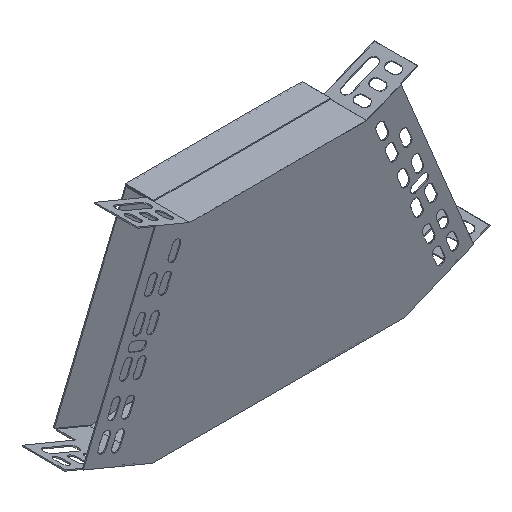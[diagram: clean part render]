
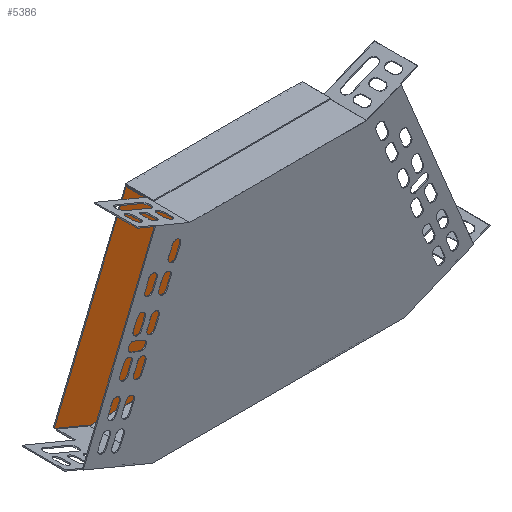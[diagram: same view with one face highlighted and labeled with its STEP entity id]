
A CAD part, isometric view. The second image highlights one B-rep face of the part: STEP entity #5386.
In plain terms, the highlighted planar face has unit normal (0, -1, 0).
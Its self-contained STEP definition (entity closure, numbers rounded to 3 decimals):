
#189 = CARTESIAN_POINT ( 'NONE',  ( 127.045, 189.156, -214.659 ) ) ;
#298 = AXIS2_PLACEMENT_3D ( 'NONE', #3662, #5325, #1979 ) ;
#362 = VERTEX_POINT ( 'NONE', #189 ) ;
#396 = VECTOR ( 'NONE', #1962, 1000. ) ;
#405 = CARTESIAN_POINT ( 'NONE',  ( -44.214, 189.156, -63.659 ) ) ;
#437 = EDGE_LOOP ( 'NONE', ( #6574, #3270, #2427, #4330, #4313, #1747, #4965, #5166, #595, #4860 ) ) ;
#438 = VECTOR ( 'NONE', #808, 1000. ) ;
#592 = CARTESIAN_POINT ( 'NONE',  ( -74.05, 189.156, -215.659 ) ) ;
#595 = ORIENTED_EDGE ( 'NONE', *, *, #1697, .T. ) ;
#808 = DIRECTION ( 'NONE',  ( 0., 0., 1. ) ) ;
#897 = VECTOR ( 'NONE', #5604, 1000. ) ;
#911 = CARTESIAN_POINT ( 'NONE',  ( 97.208, 189.156, -64.659 ) ) ;
#1031 = CARTESIAN_POINT ( 'NONE',  ( -44.214, 189.156, -64.659 ) ) ;
#1154 = VERTEX_POINT ( 'NONE', #4660 ) ;
#1200 = VECTOR ( 'NONE', #2003, 1000. ) ;
#1357 = CARTESIAN_POINT ( 'NONE',  ( -74.05, 189.156, -215.659 ) ) ;
#1419 = VECTOR ( 'NONE', #3819, 1000. ) ;
#1427 = PLANE ( 'NONE',  #298 ) ;
#1492 = CARTESIAN_POINT ( 'NONE',  ( 154.61, 189.156, -203.24 ) ) ;
#1572 = CARTESIAN_POINT ( 'NONE',  ( 127.045, 189.156, -215.659 ) ) ;
#1666 = EDGE_CURVE ( 'NONE', #3222, #362, #2411, .T. ) ;
#1676 = LINE ( 'NONE', #5312, #396 ) ;
#1697 = EDGE_CURVE ( 'NONE', #4133, #3222, #6495, .T. ) ;
#1713 = VECTOR ( 'NONE', #2515, 1000. ) ;
#1747 = ORIENTED_EDGE ( 'NONE', *, *, #2359, .F. ) ;
#1750 = EDGE_CURVE ( 'NONE', #4133, #1765, #6324, .T. ) ;
#1765 = VERTEX_POINT ( 'NONE', #1910 ) ;
#1803 = EDGE_CURVE ( 'NONE', #1865, #2260, #4527, .T. ) ;
#1832 = EDGE_CURVE ( 'NONE', #1154, #1865, #4174, .T. ) ;
#1865 = VERTEX_POINT ( 'NONE', #405 ) ;
#1881 = EDGE_CURVE ( 'NONE', #1154, #5549, #4003, .T. ) ;
#1910 = CARTESIAN_POINT ( 'NONE',  ( -74.05, 189.156, -214.659 ) ) ;
#1962 = DIRECTION ( 'NONE',  ( -0.924, 0., 0.383 ) ) ;
#1979 = DIRECTION ( 'NONE',  ( 0., 0., -1. ) ) ;
#2003 = DIRECTION ( 'NONE',  ( -1., 0., 0. ) ) ;
#2240 = EDGE_CURVE ( 'NONE', #5549, #4419, #2642, .T. ) ;
#2260 = VERTEX_POINT ( 'NONE', #5364 ) ;
#2359 = EDGE_CURVE ( 'NONE', #6184, #2260, #7147, .T. ) ;
#2411 = LINE ( 'NONE', #5374, #6670 ) ;
#2427 = ORIENTED_EDGE ( 'NONE', *, *, #1881, .F. ) ;
#2515 = DIRECTION ( 'NONE',  ( 0., 0., -1. ) ) ;
#2522 = EDGE_CURVE ( 'NONE', #1765, #6184, #1676, .T. ) ;
#2543 = CARTESIAN_POINT ( 'NONE',  ( -44.214, 189.156, -63.659 ) ) ;
#2642 = LINE ( 'NONE', #911, #5259 ) ;
#2842 = EDGE_CURVE ( 'NONE', #4419, #362, #3876, .T. ) ;
#3222 = VERTEX_POINT ( 'NONE', #1572 ) ;
#3240 = CARTESIAN_POINT ( 'NONE',  ( 97.208, 189.156, -64.659 ) ) ;
#3270 = ORIENTED_EDGE ( 'NONE', *, *, #2240, .F. ) ;
#3662 = CARTESIAN_POINT ( 'NONE',  ( 154.61, 189.156, -203.24 ) ) ;
#3819 = DIRECTION ( 'NONE',  ( 0.383, 0., 0.924 ) ) ;
#3876 = LINE ( 'NONE', #6656, #897 ) ;
#3881 = FACE_OUTER_BOUND ( 'NONE', #437, .T. ) ;
#4003 = LINE ( 'NONE', #6503, #5293 ) ;
#4133 = VERTEX_POINT ( 'NONE', #592 ) ;
#4174 = LINE ( 'NONE', #5356, #1200 ) ;
#4313 = ORIENTED_EDGE ( 'NONE', *, *, #1803, .T. ) ;
#4323 = CARTESIAN_POINT ( 'NONE',  ( 127.045, 189.156, -215.659 ) ) ;
#4330 = ORIENTED_EDGE ( 'NONE', *, *, #1832, .T. ) ;
#4419 = VERTEX_POINT ( 'NONE', #1492 ) ;
#4473 = CARTESIAN_POINT ( 'NONE',  ( -101.616, 189.156, -203.24 ) ) ;
#4527 = LINE ( 'NONE', #2543, #1713 ) ;
#4660 = CARTESIAN_POINT ( 'NONE',  ( 97.208, 189.156, -63.659 ) ) ;
#4860 = ORIENTED_EDGE ( 'NONE', *, *, #1666, .T. ) ;
#4965 = ORIENTED_EDGE ( 'NONE', *, *, #2522, .F. ) ;
#5055 = VECTOR ( 'NONE', #5984, 1000. ) ;
#5166 = ORIENTED_EDGE ( 'NONE', *, *, #1750, .F. ) ;
#5259 = VECTOR ( 'NONE', #5918, 1000. ) ;
#5293 = VECTOR ( 'NONE', #6475, 1000. ) ;
#5312 = CARTESIAN_POINT ( 'NONE',  ( -101.616, 189.156, -203.24 ) ) ;
#5325 = DIRECTION ( 'NONE',  ( 0., -1., 0. ) ) ;
#5356 = CARTESIAN_POINT ( 'NONE',  ( -44.214, 189.156, -63.659 ) ) ;
#5364 = CARTESIAN_POINT ( 'NONE',  ( -44.214, 189.156, -64.659 ) ) ;
#5374 = CARTESIAN_POINT ( 'NONE',  ( 127.045, 189.156, -215.659 ) ) ;
#5386 = ADVANCED_FACE ( 'NONE', ( #3881 ), #1427, .T. ) ;
#5549 = VERTEX_POINT ( 'NONE', #3240 ) ;
#5604 = DIRECTION ( 'NONE',  ( -0.924, 0., -0.383 ) ) ;
#5918 = DIRECTION ( 'NONE',  ( 0.383, 0., -0.924 ) ) ;
#5984 = DIRECTION ( 'NONE',  ( 1., 0., 0. ) ) ;
#6184 = VERTEX_POINT ( 'NONE', #4473 ) ;
#6324 = LINE ( 'NONE', #1357, #438 ) ;
#6475 = DIRECTION ( 'NONE',  ( 0., 0., -1. ) ) ;
#6495 = LINE ( 'NONE', #4323, #5055 ) ;
#6503 = CARTESIAN_POINT ( 'NONE',  ( 97.208, 189.156, -63.659 ) ) ;
#6574 = ORIENTED_EDGE ( 'NONE', *, *, #2842, .F. ) ;
#6656 = CARTESIAN_POINT ( 'NONE',  ( 154.61, 189.156, -203.24 ) ) ;
#6670 = VECTOR ( 'NONE', #7019, 1000. ) ;
#7019 = DIRECTION ( 'NONE',  ( 0., 0., 1. ) ) ;
#7147 = LINE ( 'NONE', #1031, #1419 ) ;
